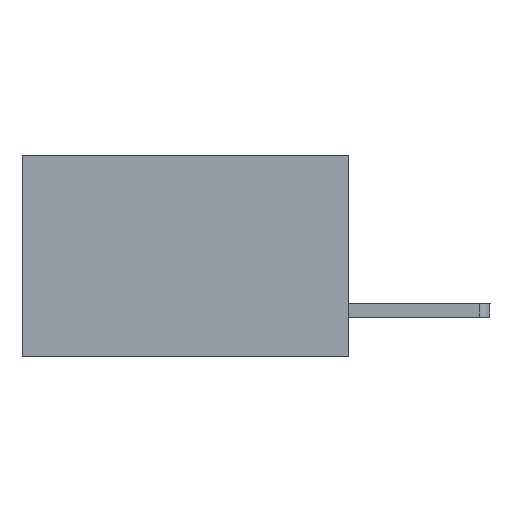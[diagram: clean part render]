
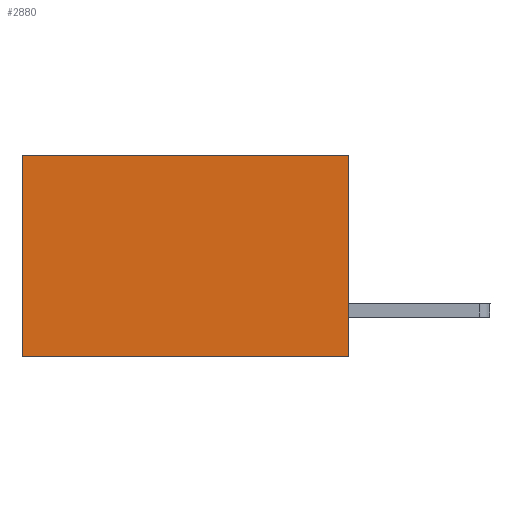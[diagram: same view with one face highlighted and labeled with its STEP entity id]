
A CAD part, left-side view. The second image highlights one B-rep face of the part: STEP entity #2880.
In plain terms, the highlighted planar face has unit normal (-1, 0, 0).
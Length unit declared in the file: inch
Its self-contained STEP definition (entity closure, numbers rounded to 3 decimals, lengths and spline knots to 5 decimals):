
#572 = CARTESIAN_POINT ( 'NONE',  ( 0.298, 0., -0.37 ) ) ;
#1189 = DIRECTION ( 'NONE',  ( 0., 0., -1. ) ) ;
#1273 = VECTOR ( 'NONE', #5864, 39.37008 ) ;
#1470 = DIRECTION ( 'NONE',  ( 1., 0., 0. ) ) ;
#2115 = DIRECTION ( 'NONE',  ( 0., 1., 0. ) ) ;
#2164 = VERTEX_POINT ( 'NONE', #2833 ) ;
#2307 = DIRECTION ( 'NONE',  ( 0., 1., 0. ) ) ;
#2386 = EDGE_CURVE ( 'NONE', #5171, #7444, #3326, .T. ) ;
#2564 = CARTESIAN_POINT ( 'NONE',  ( 0.298, 0., 0. ) ) ;
#2684 = CARTESIAN_POINT ( 'NONE',  ( 0.298, 0.6, 0. ) ) ;
#2748 = EDGE_LOOP ( 'NONE', ( #5054, #9099, #6936, #4224 ) ) ;
#2778 = AXIS2_PLACEMENT_3D ( 'NONE', #3609, #1470, #8486 ) ;
#2833 = CARTESIAN_POINT ( 'NONE',  ( 0.298, 0.6, -0.37 ) ) ;
#2880 = ADVANCED_FACE ( 'NONE', ( #8668 ), #6690, .F. ) ;
#3326 = LINE ( 'NONE', #5444, #5866 ) ;
#3609 = CARTESIAN_POINT ( 'NONE',  ( 0.298, 0., 0. ) ) ;
#4224 = ORIENTED_EDGE ( 'NONE', *, *, #2386, .T. ) ;
#4247 = LINE ( 'NONE', #2564, #6655 ) ;
#4259 = EDGE_CURVE ( 'NONE', #7444, #2164, #6096, .T. ) ;
#5054 = ORIENTED_EDGE ( 'NONE', *, *, #4259, .T. ) ;
#5171 = VERTEX_POINT ( 'NONE', #6467 ) ;
#5192 = CARTESIAN_POINT ( 'NONE',  ( 0.298, 0., -0.37 ) ) ;
#5404 = LINE ( 'NONE', #572, #9622 ) ;
#5444 = CARTESIAN_POINT ( 'NONE',  ( 0.298, 0., 0. ) ) ;
#5480 = EDGE_CURVE ( 'NONE', #5171, #7002, #4247, .T. ) ;
#5864 = DIRECTION ( 'NONE',  ( 0., 0., -1. ) ) ;
#5866 = VECTOR ( 'NONE', #2307, 39.37008 ) ;
#6096 = LINE ( 'NONE', #2684, #1273 ) ;
#6467 = CARTESIAN_POINT ( 'NONE',  ( 0.298, 0., 0. ) ) ;
#6655 = VECTOR ( 'NONE', #1189, 39.37008 ) ;
#6690 = PLANE ( 'NONE',  #2778 ) ;
#6936 = ORIENTED_EDGE ( 'NONE', *, *, #5480, .F. ) ;
#7002 = VERTEX_POINT ( 'NONE', #5192 ) ;
#7444 = VERTEX_POINT ( 'NONE', #8691 ) ;
#8486 = DIRECTION ( 'NONE',  ( 0., 0., -1. ) ) ;
#8668 = FACE_OUTER_BOUND ( 'NONE', #2748, .T. ) ;
#8691 = CARTESIAN_POINT ( 'NONE',  ( 0.298, 0.6, 0. ) ) ;
#9099 = ORIENTED_EDGE ( 'NONE', *, *, #9779, .F. ) ;
#9622 = VECTOR ( 'NONE', #2115, 39.37008 ) ;
#9779 = EDGE_CURVE ( 'NONE', #7002, #2164, #5404, .T. ) ;
